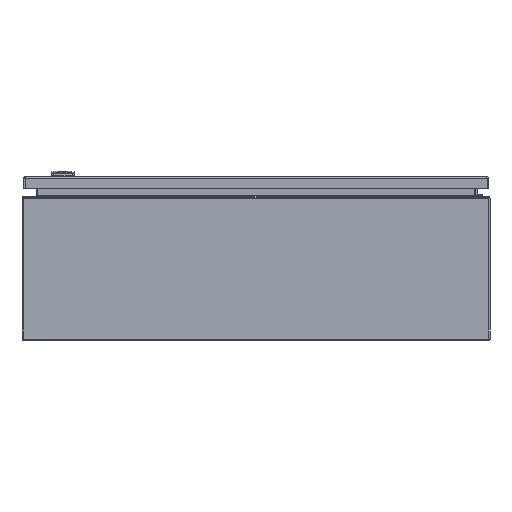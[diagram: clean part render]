
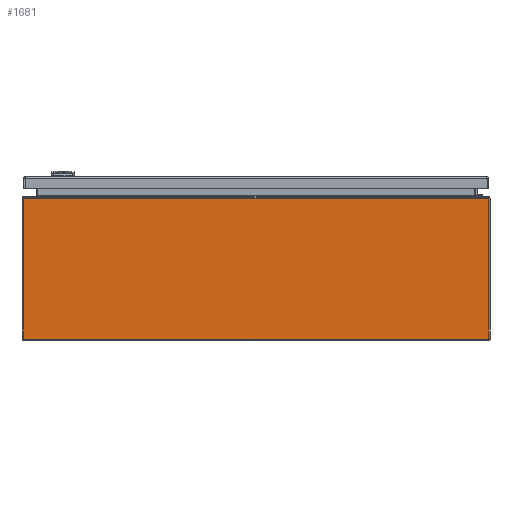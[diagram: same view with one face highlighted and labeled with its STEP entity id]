
A CAD part, front view. The second image highlights one B-rep face of the part: STEP entity #1681.
In plain terms, the highlighted planar face has unit normal (0, -1, 0).
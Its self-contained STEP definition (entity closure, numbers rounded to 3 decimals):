
#1681 = ADVANCED_FACE( '', ( #3895 ), #3896, .F. );
#3895 = FACE_OUTER_BOUND( '', #6538, .T. );
#3896 = PLANE( '', #6539 );
#6538 = EDGE_LOOP( '', ( #10984, #10985, #10986, #10987 ) );
#6539 = AXIS2_PLACEMENT_3D( '', #10988, #10989, #10990 );
#10984 = ORIENTED_EDGE( '', *, *, #15129, .F. );
#10985 = ORIENTED_EDGE( '', *, *, #14619, .F. );
#10986 = ORIENTED_EDGE( '', *, *, #15409, .F. );
#10987 = ORIENTED_EDGE( '', *, *, #14864, .T. );
#10988 = CARTESIAN_POINT( '', ( 0., 0., 0. ) );
#10989 = DIRECTION( '', ( 0., 1., 0. ) );
#10990 = DIRECTION( '', ( 0., 0., 1. ) );
#14619 = EDGE_CURVE( '', #17479, #17480, #17481, .T. );
#14864 = EDGE_CURVE( '', #17619, #17862, #17863, .T. );
#15129 = EDGE_CURVE( '', #17480, #17862, #18250, .T. );
#15409 = EDGE_CURVE( '', #17619, #17479, #18673, .T. );
#17479 = VERTEX_POINT( '', #21364 );
#17480 = VERTEX_POINT( '', #21365 );
#17481 = LINE( '', #21366, #21367 );
#17619 = VERTEX_POINT( '', #21560 );
#17862 = VERTEX_POINT( '', #21870 );
#17863 = LINE( '', #21871, #21872 );
#18250 = LINE( '', #22422, #22423 );
#18673 = LINE( '', #23034, #23035 );
#21364 = CARTESIAN_POINT( '', ( 300., 0., -102.7 ) );
#21365 = CARTESIAN_POINT( '', ( -300., 0., -102.7 ) );
#21366 = CARTESIAN_POINT( '', ( 300., 0., -102.7 ) );
#21367 = VECTOR( '', #25238, 1000. );
#21560 = CARTESIAN_POINT( '', ( 300., 0., 77.7 ) );
#21870 = CARTESIAN_POINT( '', ( -300., 0., 77.7 ) );
#21871 = CARTESIAN_POINT( '', ( 300., 0., 77.7 ) );
#21872 = VECTOR( '', #25538, 1000. );
#22422 = CARTESIAN_POINT( '', ( -300., 0., -105. ) );
#22423 = VECTOR( '', #25819, 1000. );
#23034 = CARTESIAN_POINT( '', ( 300., 0., 80.2 ) );
#23035 = VECTOR( '', #26201, 1000. );
#25238 = DIRECTION( '', ( -1., 0., 0. ) );
#25538 = DIRECTION( '', ( -1., 0., 0. ) );
#25819 = DIRECTION( '', ( 0., 0., 1. ) );
#26201 = DIRECTION( '', ( 0., 0., -1. ) );
